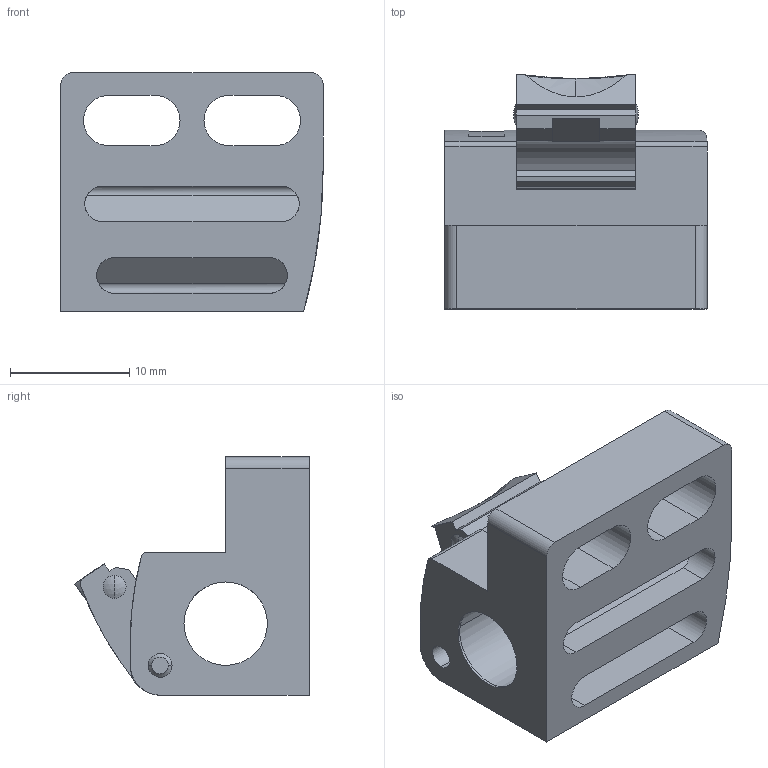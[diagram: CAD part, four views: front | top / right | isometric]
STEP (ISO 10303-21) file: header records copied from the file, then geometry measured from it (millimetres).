
FILE_DESCRIPTION((''),'2;1');
FILE_NAME('DM_CAD-2118','2015-06-10T',('Creinig-se'),(''),'PRO/ENGINEER BY PARAMETRIC TECHNOLOGY CORPORATION, 2013050','PRO/ENGINEER BY PARAMETRIC TECHNOLOGY CORPORATION, 2013050','');
FILE_SCHEMA(('CONFIG_CONTROL_DESIGN'));
Length unit declared in the file: millimetre
Products named in the file (1): DM_CAD-2118
Bounding box: 22 x 19.66 x 20 mm (x, y, z)
Volume: 3129.7 mm3; surface area: 3090.6 mm2
Topology: 1 solids, 1 shells, 114 faces, 323 edges, 215 vertices
Faces by surface type: plane 61, cylinder 40, torus 5, cone 4, sphere 4
Entity records: 4988 total; most frequent: CARTESIAN_POINT 910, ORIENTED_EDGE 636, DIRECTION 630, PRESENTATION_STYLE_ASSIGNMENT 323, STYLED_ITEM 323, CURVE_STYLE 322, EDGE_CURVE 318, AXIS2_PLACEMENT_3D 223
